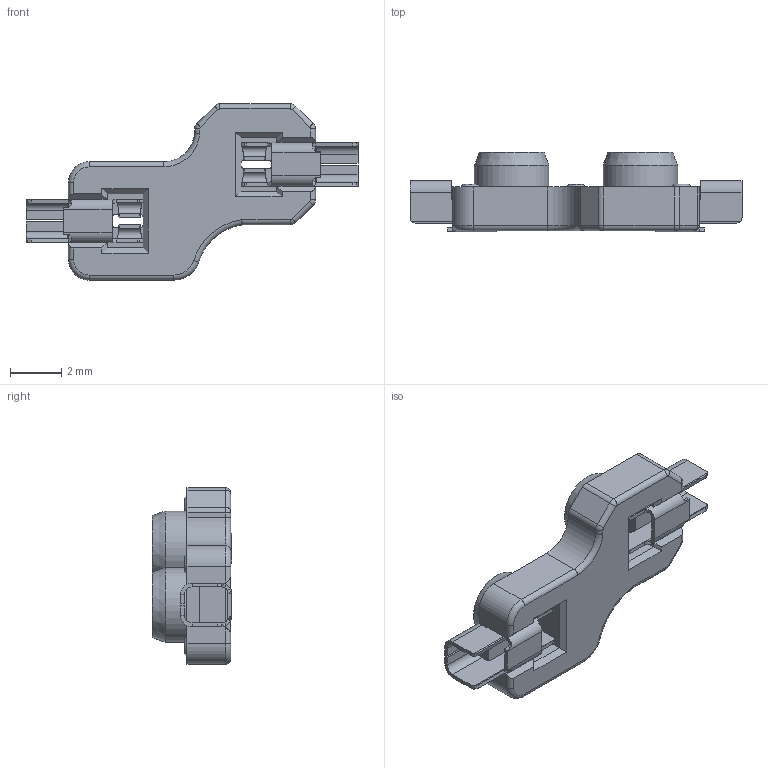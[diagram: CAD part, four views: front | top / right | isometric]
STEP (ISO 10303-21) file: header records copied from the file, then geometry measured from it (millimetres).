
FILE_DESCRIPTION(/* description */ (''),/* implementation_level */ '2;1');
FILE_NAME(/* name */ 'HS_Kailh_Choc.step',/* time_stamp */ '2021-10-20T21:26:51+02:00',/* author */ (''),/* organization */ (''),/* preprocessor_version */ 'ST-DEVELOPER v18.1',/* originating_system */ 'Autodesk Translation Framework v10.10.0.1391',/* authorisation */ '');
FILE_SCHEMA (('AUTOMOTIVE_DESIGN { 1 0 10303 214 3 1 1 }'));
Length unit declared in the file: millimetre
Products named in the file (3): HS_Kailh_Choc; pin; socket
Assembly tree (3 placements, depth 2):
  HS_Kailh_Choc
    pin  x2
    socket
Bounding box: 12.9 x 3.09 x 6.85 mm (x, y, z)
Volume: 76.3 mm3; surface area: 273.7 mm2
Topology: 3 solids, 3 shells, 306 faces, 762 edges, 467 vertices
Faces by surface type: plane 179, cylinder 73, bspline 34, torus 10, cone 10
Full cylindrical faces by diameter (mm): 2.9 x2
Entity records: 6634 total; most frequent: CARTESIAN_POINT 1525, ORIENTED_EDGE 1052, DIRECTION 1029, EDGE_CURVE 526, LINE 355, VECTOR 355, AXIS2_PLACEMENT_3D 337, VERTEX_POINT 321
